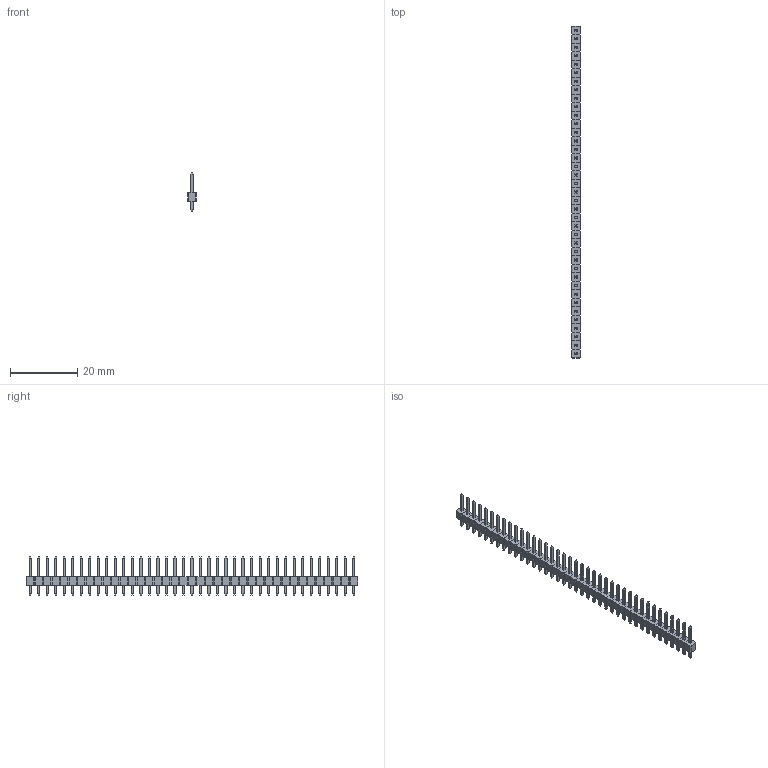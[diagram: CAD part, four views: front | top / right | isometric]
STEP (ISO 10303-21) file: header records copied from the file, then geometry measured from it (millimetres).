
FILE_DESCRIPTION (( 'STEP AP214' ), '1' );
FILE_NAME ('39x1_Pin_Header_2.54mm.STEP', '2022-08-24T06:27:04', ( '' ), ( '' ), 'SwSTEP 2.0', 'SolidWorks 2022', '' );
FILE_SCHEMA (( 'AUTOMOTIVE_DESIGN' ));
Length unit declared in the file: millimetre
Products named in the file (2): 1x1_Pin_Header_2.54mm; 39x1_Pin_Header_2.54mm
Assembly tree (39 placements, depth 2):
  39x1_Pin_Header_2.54mm
    1x1_Pin_Header_2.54mm  x39
Bounding box: 2.54 x 99.06 x 11.5 mm (x, y, z)
Volume: 769.9 mm3; surface area: 2315.8 mm2
Topology: 39 solids, 39 shells, 1092 faces, 2496 edges, 1560 vertices
Faces by surface type: plane 1092
Entity records: 1442 total; most frequent: DIRECTION 204, CARTESIAN_POINT 174, ORIENTED_EDGE 128, AXIS2_PLACEMENT_3D 70, VECTOR 64, LINE 64, EDGE_CURVE 64, PRODUCT_DEFINITION_SHAPE 41
